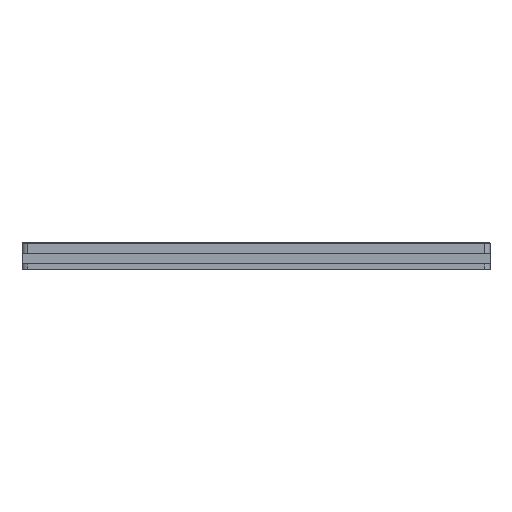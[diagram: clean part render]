
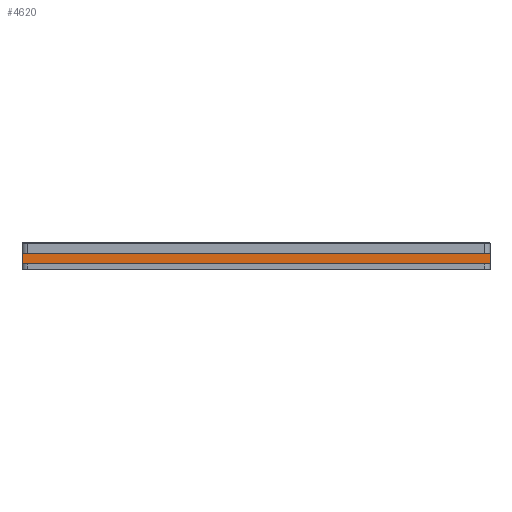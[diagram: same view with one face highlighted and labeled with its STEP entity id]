
A CAD part, left-side view. The second image highlights one B-rep face of the part: STEP entity #4620.
In plain terms, the highlighted planar face has unit normal (-1, 0, 0).
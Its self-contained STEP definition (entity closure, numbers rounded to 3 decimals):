
#212 = DIRECTION ( 'NONE',  ( 0., -1., 0. ) ) ;
#651 = CARTESIAN_POINT ( 'NONE',  ( -1394.803, -414.671, 8.6 ) ) ;
#710 = PLANE ( 'NONE',  #4599 ) ;
#1252 = VERTEX_POINT ( 'NONE', #651 ) ;
#1365 = DIRECTION ( 'NONE',  ( 0., -1., 0. ) ) ;
#1369 = ORIENTED_EDGE ( 'NONE', *, *, #6011, .F. ) ;
#1499 = VECTOR ( 'NONE', #3148, 1000. ) ;
#1573 = CARTESIAN_POINT ( 'NONE',  ( -1394.803, -157.671, 8.6 ) ) ;
#1584 = ORIENTED_EDGE ( 'NONE', *, *, #2247, .T. ) ;
#1902 = VERTEX_POINT ( 'NONE', #1573 ) ;
#1934 = LINE ( 'NONE', #6901, #7479 ) ;
#1978 = DIRECTION ( 'NONE',  ( 1., 0., 0. ) ) ;
#2107 = VERTEX_POINT ( 'NONE', #2390 ) ;
#2247 = EDGE_CURVE ( 'NONE', #3605, #2107, #1934, .T. ) ;
#2390 = CARTESIAN_POINT ( 'NONE',  ( -1394.803, -414.671, 3. ) ) ;
#2535 = LINE ( 'NONE', #5008, #1499 ) ;
#2551 = EDGE_CURVE ( 'NONE', #1902, #3605, #2535, .T. ) ;
#2870 = LINE ( 'NONE', #5340, #7490 ) ;
#3148 = DIRECTION ( 'NONE',  ( 0., 0., -1. ) ) ;
#3356 = DIRECTION ( 'NONE',  ( 0., 0., -1. ) ) ;
#3369 = CARTESIAN_POINT ( 'NONE',  ( -1394.803, -154.671, 8.6 ) ) ;
#3469 = EDGE_CURVE ( 'NONE', #1902, #1252, #7114, .T. ) ;
#3605 = VERTEX_POINT ( 'NONE', #3606 ) ;
#3606 = CARTESIAN_POINT ( 'NONE',  ( -1394.803, -157.671, 3. ) ) ;
#3739 = ORIENTED_EDGE ( 'NONE', *, *, #2551, .T. ) ;
#4130 = DIRECTION ( 'NONE',  ( 0., 0., -1. ) ) ;
#4599 = AXIS2_PLACEMENT_3D ( 'NONE', #5147, #1978, #3356 ) ;
#4620 = ADVANCED_FACE ( 'NONE', ( #5764 ), #710, .F. ) ;
#4913 = EDGE_LOOP ( 'NONE', ( #7729, #3739, #1584, #1369 ) ) ;
#5008 = CARTESIAN_POINT ( 'NONE',  ( -1394.803, -157.671, 274.617 ) ) ;
#5147 = CARTESIAN_POINT ( 'NONE',  ( -1394.803, -154.671, 274.617 ) ) ;
#5340 = CARTESIAN_POINT ( 'NONE',  ( -1394.803, -414.671, 274.617 ) ) ;
#5764 = FACE_OUTER_BOUND ( 'NONE', #4913, .T. ) ;
#5883 = VECTOR ( 'NONE', #212, 1000. ) ;
#6011 = EDGE_CURVE ( 'NONE', #1252, #2107, #2870, .T. ) ;
#6901 = CARTESIAN_POINT ( 'NONE',  ( -1394.803, -154.671, 3. ) ) ;
#7114 = LINE ( 'NONE', #3369, #5883 ) ;
#7479 = VECTOR ( 'NONE', #1365, 1000. ) ;
#7490 = VECTOR ( 'NONE', #4130, 1000. ) ;
#7729 = ORIENTED_EDGE ( 'NONE', *, *, #3469, .F. ) ;
